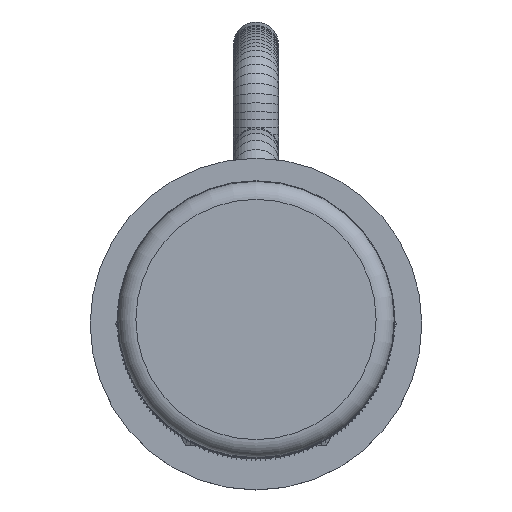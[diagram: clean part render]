
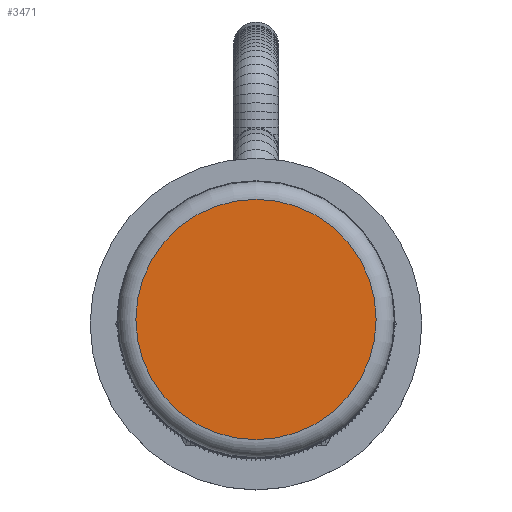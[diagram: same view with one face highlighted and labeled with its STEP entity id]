
A CAD part, top view. The second image highlights one B-rep face of the part: STEP entity #3471.
In plain terms, the highlighted planar face has unit normal (0, 0, 1).
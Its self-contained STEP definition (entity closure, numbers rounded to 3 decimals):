
#708=PLANE('',#32001);
#3471=ADVANCED_FACE('',(#5739),#708,.F.);
#5739=FACE_OUTER_BOUND('',#7355,.T.);
#7355=EDGE_LOOP('',(#12520));
#9123=CIRCLE('',#31999,13.333);
#12520=ORIENTED_EDGE('',*,*,#24492,.F.);
#20885=VERTEX_POINT('',#49960);
#24492=EDGE_CURVE('',#20885,#20885,#9123,.T.);
#31999=AXIS2_PLACEMENT_3D('',#49959,#35834,#35835);
#32001=AXIS2_PLACEMENT_3D('',#49962,#35838,#35839);
#35834=DIRECTION('',(0.,0.,-1.));
#35835=DIRECTION('',(1.,0.,0.));
#35838=DIRECTION('',(0.,0.,-1.));
#35839=DIRECTION('',(1.,0.,0.));
#49959=CARTESIAN_POINT('',(0.,0.,227.206));
#49960=CARTESIAN_POINT('',(13.333,0.,227.206));
#49962=CARTESIAN_POINT('',(0.,0.,227.206));
